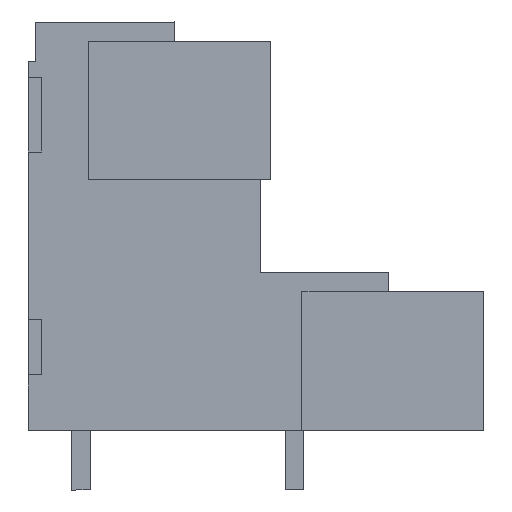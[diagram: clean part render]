
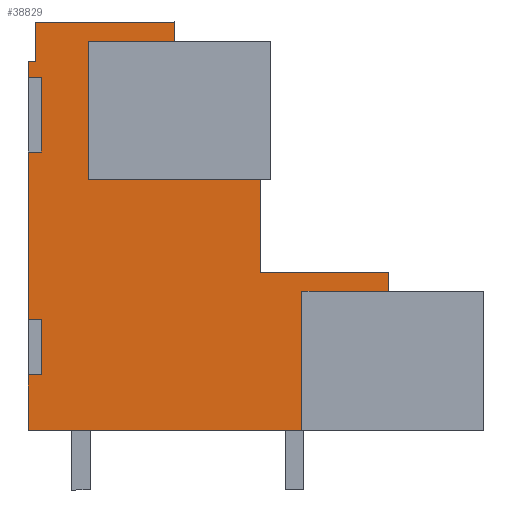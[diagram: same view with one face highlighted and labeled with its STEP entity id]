
A CAD part, left-side view. The second image highlights one B-rep face of the part: STEP entity #38829.
In plain terms, the highlighted planar face has unit normal (-1, 0, 0).
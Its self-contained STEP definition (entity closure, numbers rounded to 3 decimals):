
#38748=AXIS2_PLACEMENT_3D('Plane Axis2P3D',#38745,#38746,#38747) ;
#303=CARTESIAN_POINT('Vertex',(0.7,24.55,23.09)) ;
#1211=CARTESIAN_POINT('Vertex',(0.7,24.55,9.2)) ;
#1214=CARTESIAN_POINT('Line Origine',(0.7,24.55,13.7)) ;
#1218=CARTESIAN_POINT('Vertex',(0.7,24.55,18.2)) ;
#1239=CARTESIAN_POINT('Vertex',(0.7,24.55,22.2)) ;
#1242=CARTESIAN_POINT('Line Origine',(0.7,24.55,22.645)) ;
#1940=CARTESIAN_POINT('Line Origine',(0.7,24.35,23.09)) ;
#1944=CARTESIAN_POINT('Vertex',(0.7,24.15,23.09)) ;
#2469=CARTESIAN_POINT('Vertex',(0.7,16.65,25.2)) ;
#2917=CARTESIAN_POINT('Vertex',(0.7,24.15,25.2)) ;
#2920=CARTESIAN_POINT('Line Origine',(0.7,20.4,25.2)) ;
#3005=CARTESIAN_POINT('Vertex',(0.7,16.65,24.175)) ;
#3008=CARTESIAN_POINT('Line Origine',(0.7,16.65,24.687)) ;
#3074=CARTESIAN_POINT('Line Origine',(0.7,18.975,24.175)) ;
#3078=CARTESIAN_POINT('Vertex',(0.7,21.3,24.175)) ;
#3621=CARTESIAN_POINT('Vertex',(0.7,12.05,16.725)) ;
#3649=CARTESIAN_POINT('Vertex',(0.7,21.3,16.725)) ;
#3652=CARTESIAN_POINT('Line Origine',(0.7,16.675,16.725)) ;
#3677=CARTESIAN_POINT('Vertex',(0.7,12.05,11.7)) ;
#3680=CARTESIAN_POINT('Line Origine',(0.7,12.05,14.212)) ;
#3701=CARTESIAN_POINT('Vertex',(0.7,5.15,11.7)) ;
#3704=CARTESIAN_POINT('Line Origine',(0.7,8.6,11.7)) ;
#3725=CARTESIAN_POINT('Vertex',(0.7,5.15,10.7)) ;
#3728=CARTESIAN_POINT('Line Origine',(0.7,5.15,11.2)) ;
#3794=CARTESIAN_POINT('Line Origine',(0.7,7.475,10.7)) ;
#3798=CARTESIAN_POINT('Vertex',(0.7,9.8,10.7)) ;
#4411=CARTESIAN_POINT('Vertex',(0.7,9.8,3.2)) ;
#4414=CARTESIAN_POINT('Line Origine',(0.7,17.175,3.2)) ;
#4418=CARTESIAN_POINT('Vertex',(0.7,24.55,3.2)) ;
#38733=CARTESIAN_POINT('Line Origine',(0.7,21.3,20.45)) ;
#38745=CARTESIAN_POINT('Axis2P3D Location',(0.7,24.15,3.2)) ;
#38750=CARTESIAN_POINT('Line Origine',(0.7,24.2,9.2)) ;
#38754=CARTESIAN_POINT('Vertex',(0.7,23.85,9.2)) ;
#38757=CARTESIAN_POINT('Line Origine',(0.7,23.85,7.7)) ;
#38761=CARTESIAN_POINT('Vertex',(0.7,23.85,6.2)) ;
#38764=CARTESIAN_POINT('Line Origine',(0.7,24.2,6.2)) ;
#38768=CARTESIAN_POINT('Vertex',(0.7,24.55,6.2)) ;
#38771=CARTESIAN_POINT('Line Origine',(0.7,24.55,4.7)) ;
#38776=CARTESIAN_POINT('Line Origine',(0.7,9.8,6.95)) ;
#38781=CARTESIAN_POINT('Line Origine',(0.7,24.15,24.145)) ;
#38786=CARTESIAN_POINT('Line Origine',(0.7,24.2,22.2)) ;
#38790=CARTESIAN_POINT('Vertex',(0.7,23.85,22.2)) ;
#38793=CARTESIAN_POINT('Line Origine',(0.7,23.85,20.2)) ;
#38797=CARTESIAN_POINT('Vertex',(0.7,23.85,18.2)) ;
#38800=CARTESIAN_POINT('Line Origine',(0.7,24.2,18.2)) ;
#1215=DIRECTION('Vector Direction',(0.,0.,-1.)) ;
#1243=DIRECTION('Vector Direction',(0.,0.,-1.)) ;
#1941=DIRECTION('Vector Direction',(0.,-1.,0.)) ;
#2921=DIRECTION('Vector Direction',(0.,-1.,0.)) ;
#3009=DIRECTION('Vector Direction',(0.,0.,1.)) ;
#3075=DIRECTION('Vector Direction',(0.,1.,0.)) ;
#3653=DIRECTION('Vector Direction',(0.,1.,0.)) ;
#3681=DIRECTION('Vector Direction',(0.,0.,1.)) ;
#3705=DIRECTION('Vector Direction',(0.,1.,0.)) ;
#3729=DIRECTION('Vector Direction',(0.,0.,1.)) ;
#3795=DIRECTION('Vector Direction',(0.,1.,0.)) ;
#4415=DIRECTION('Vector Direction',(0.,-1.,0.)) ;
#38734=DIRECTION('Vector Direction',(0.,0.,-1.)) ;
#38746=DIRECTION('Axis2P3D Direction',(-1.,0.,0.)) ;
#38747=DIRECTION('Axis2P3D XDirection',(0.,1.,0.)) ;
#38751=DIRECTION('Vector Direction',(0.,-1.,0.)) ;
#38758=DIRECTION('Vector Direction',(0.,0.,1.)) ;
#38765=DIRECTION('Vector Direction',(0.,-1.,0.)) ;
#38772=DIRECTION('Vector Direction',(0.,0.,-1.)) ;
#38777=DIRECTION('Vector Direction',(0.,0.,-1.)) ;
#38782=DIRECTION('Vector Direction',(0.,0.,1.)) ;
#38787=DIRECTION('Vector Direction',(0.,-1.,0.)) ;
#38794=DIRECTION('Vector Direction',(0.,0.,1.)) ;
#38801=DIRECTION('Vector Direction',(0.,-1.,0.)) ;
#1216=VECTOR('Line Direction',#1215,1.) ;
#1244=VECTOR('Line Direction',#1243,1.) ;
#1942=VECTOR('Line Direction',#1941,1.) ;
#2922=VECTOR('Line Direction',#2921,1.) ;
#3010=VECTOR('Line Direction',#3009,1.) ;
#3076=VECTOR('Line Direction',#3075,1.) ;
#3654=VECTOR('Line Direction',#3653,1.) ;
#3682=VECTOR('Line Direction',#3681,1.) ;
#3706=VECTOR('Line Direction',#3705,1.) ;
#3730=VECTOR('Line Direction',#3729,1.) ;
#3796=VECTOR('Line Direction',#3795,1.) ;
#4416=VECTOR('Line Direction',#4415,1.) ;
#38735=VECTOR('Line Direction',#38734,1.) ;
#38752=VECTOR('Line Direction',#38751,1.) ;
#38759=VECTOR('Line Direction',#38758,1.) ;
#38766=VECTOR('Line Direction',#38765,1.) ;
#38773=VECTOR('Line Direction',#38772,1.) ;
#38778=VECTOR('Line Direction',#38777,1.) ;
#38783=VECTOR('Line Direction',#38782,1.) ;
#38788=VECTOR('Line Direction',#38787,1.) ;
#38795=VECTOR('Line Direction',#38794,1.) ;
#38802=VECTOR('Line Direction',#38801,1.) ;
#38806=ORIENTED_EDGE('',*,*,#1220,.T.) ;
#38807=ORIENTED_EDGE('',*,*,#38756,.T.) ;
#38808=ORIENTED_EDGE('',*,*,#38763,.F.) ;
#38809=ORIENTED_EDGE('',*,*,#38770,.F.) ;
#38810=ORIENTED_EDGE('',*,*,#38775,.T.) ;
#38811=ORIENTED_EDGE('',*,*,#4420,.T.) ;
#38812=ORIENTED_EDGE('',*,*,#38780,.F.) ;
#38813=ORIENTED_EDGE('',*,*,#3800,.F.) ;
#38814=ORIENTED_EDGE('',*,*,#3732,.T.) ;
#38815=ORIENTED_EDGE('',*,*,#3708,.T.) ;
#38816=ORIENTED_EDGE('',*,*,#3684,.T.) ;
#38817=ORIENTED_EDGE('',*,*,#3656,.T.) ;
#38818=ORIENTED_EDGE('',*,*,#38737,.F.) ;
#38819=ORIENTED_EDGE('',*,*,#3080,.F.) ;
#38820=ORIENTED_EDGE('',*,*,#3012,.T.) ;
#38821=ORIENTED_EDGE('',*,*,#2924,.F.) ;
#38822=ORIENTED_EDGE('',*,*,#38785,.F.) ;
#38823=ORIENTED_EDGE('',*,*,#1946,.F.) ;
#38824=ORIENTED_EDGE('',*,*,#1246,.T.) ;
#38825=ORIENTED_EDGE('',*,*,#38792,.T.) ;
#38826=ORIENTED_EDGE('',*,*,#38799,.F.) ;
#38827=ORIENTED_EDGE('',*,*,#38804,.F.) ;
#38829=ADVANCED_FACE('HOUSING',(#38828),#38749,.T.) ;
#1220=EDGE_CURVE('',#1219,#1212,#1217,.T.) ;
#1246=EDGE_CURVE('',#304,#1240,#1245,.T.) ;
#1946=EDGE_CURVE('',#304,#1945,#1943,.T.) ;
#2924=EDGE_CURVE('',#2918,#2470,#2923,.T.) ;
#3012=EDGE_CURVE('',#3006,#2470,#3011,.T.) ;
#3080=EDGE_CURVE('',#3006,#3079,#3077,.T.) ;
#3656=EDGE_CURVE('',#3622,#3650,#3655,.T.) ;
#3684=EDGE_CURVE('',#3678,#3622,#3683,.T.) ;
#3708=EDGE_CURVE('',#3702,#3678,#3707,.T.) ;
#3732=EDGE_CURVE('',#3726,#3702,#3731,.T.) ;
#3800=EDGE_CURVE('',#3726,#3799,#3797,.T.) ;
#4420=EDGE_CURVE('',#4419,#4412,#4417,.T.) ;
#38737=EDGE_CURVE('',#3079,#3650,#38736,.T.) ;
#38756=EDGE_CURVE('',#1212,#38755,#38753,.T.) ;
#38763=EDGE_CURVE('',#38762,#38755,#38760,.T.) ;
#38770=EDGE_CURVE('',#38769,#38762,#38767,.T.) ;
#38775=EDGE_CURVE('',#38769,#4419,#38774,.T.) ;
#38780=EDGE_CURVE('',#3799,#4412,#38779,.T.) ;
#38785=EDGE_CURVE('',#1945,#2918,#38784,.T.) ;
#38792=EDGE_CURVE('',#1240,#38791,#38789,.T.) ;
#38799=EDGE_CURVE('',#38798,#38791,#38796,.T.) ;
#38804=EDGE_CURVE('',#1219,#38798,#38803,.T.) ;
#38805=EDGE_LOOP('',(#38806,#38807,#38808,#38809,#38810,#38811,#38812,#38813,#38814,#38815,#38816,#38817,#38818,#38819,#38820,#38821,#38822,#38823,#38824,#38825,#38826,#38827)) ;
#38828=FACE_OUTER_BOUND('',#38805,.T.) ;
#1217=LINE('Line',#1214,#1216) ;
#1245=LINE('Line',#1242,#1244) ;
#1943=LINE('Line',#1940,#1942) ;
#2923=LINE('Line',#2920,#2922) ;
#3011=LINE('Line',#3008,#3010) ;
#3077=LINE('Line',#3074,#3076) ;
#3655=LINE('Line',#3652,#3654) ;
#3683=LINE('Line',#3680,#3682) ;
#3707=LINE('Line',#3704,#3706) ;
#3731=LINE('Line',#3728,#3730) ;
#3797=LINE('Line',#3794,#3796) ;
#4417=LINE('Line',#4414,#4416) ;
#38736=LINE('Line',#38733,#38735) ;
#38753=LINE('Line',#38750,#38752) ;
#38760=LINE('Line',#38757,#38759) ;
#38767=LINE('Line',#38764,#38766) ;
#38774=LINE('Line',#38771,#38773) ;
#38779=LINE('Line',#38776,#38778) ;
#38784=LINE('Line',#38781,#38783) ;
#38789=LINE('Line',#38786,#38788) ;
#38796=LINE('Line',#38793,#38795) ;
#38803=LINE('Line',#38800,#38802) ;
#38749=PLANE('',#38748) ;
#304=VERTEX_POINT('',#303) ;
#1212=VERTEX_POINT('',#1211) ;
#1219=VERTEX_POINT('',#1218) ;
#1240=VERTEX_POINT('',#1239) ;
#1945=VERTEX_POINT('',#1944) ;
#2470=VERTEX_POINT('',#2469) ;
#2918=VERTEX_POINT('',#2917) ;
#3006=VERTEX_POINT('',#3005) ;
#3079=VERTEX_POINT('',#3078) ;
#3622=VERTEX_POINT('',#3621) ;
#3650=VERTEX_POINT('',#3649) ;
#3678=VERTEX_POINT('',#3677) ;
#3702=VERTEX_POINT('',#3701) ;
#3726=VERTEX_POINT('',#3725) ;
#3799=VERTEX_POINT('',#3798) ;
#4412=VERTEX_POINT('',#4411) ;
#4419=VERTEX_POINT('',#4418) ;
#38755=VERTEX_POINT('',#38754) ;
#38762=VERTEX_POINT('',#38761) ;
#38769=VERTEX_POINT('',#38768) ;
#38791=VERTEX_POINT('',#38790) ;
#38798=VERTEX_POINT('',#38797) ;
